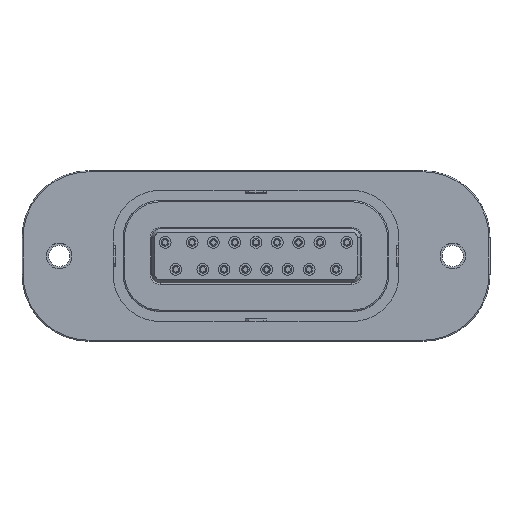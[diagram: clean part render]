
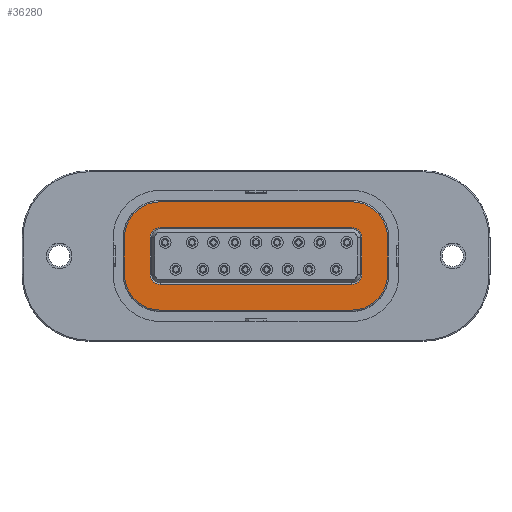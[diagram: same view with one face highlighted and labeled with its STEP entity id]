
A CAD part, top view. The second image highlights one B-rep face of the part: STEP entity #36280.
In plain terms, the highlighted planar face has unit normal (0, 0, 1).
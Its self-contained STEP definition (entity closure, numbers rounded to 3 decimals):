
#620 = ORIENTED_EDGE ( 'NONE', *, *, #20975, .F. ) ;
#1119 = DIRECTION ( 'NONE',  ( -1., 0., 0. ) ) ;
#1551 = ORIENTED_EDGE ( 'NONE', *, *, #24853, .T. ) ;
#1636 = CARTESIAN_POINT ( 'NONE',  ( -39.46, 1.72, 16. ) ) ;
#2067 = CARTESIAN_POINT ( 'NONE',  ( -58.39, -1.72, 16. ) ) ;
#2714 = FACE_OUTER_BOUND ( 'NONE', #28668, .T. ) ;
#3024 = EDGE_CURVE ( 'NONE', #10436, #13277, #27875, .T. ) ;
#3271 = DIRECTION ( 'NONE',  ( 1., 0., 0. ) ) ;
#3754 = CARTESIAN_POINT ( 'NONE',  ( -58.39, -2.67, 16. ) ) ;
#4488 = CIRCLE ( 'NONE', #20179, 0.95 ) ;
#5086 = CARTESIAN_POINT ( 'NONE',  ( -58.39, 1.72, 16. ) ) ;
#5360 = ORIENTED_EDGE ( 'NONE', *, *, #37091, .T. ) ;
#5703 = VERTEX_POINT ( 'NONE', #6835 ) ;
#5734 = EDGE_LOOP ( 'NONE', ( #1551, #6161, #17671, #32563, #11041, #25526, #23316, #620 ) ) ;
#5843 = PLANE ( 'NONE',  #12488 ) ;
#6161 = ORIENTED_EDGE ( 'NONE', *, *, #18437, .F. ) ;
#6540 = AXIS2_PLACEMENT_3D ( 'NONE', #2067, #26355, #13987 ) ;
#6628 = LINE ( 'NONE', #30308, #37396 ) ;
#6813 = CARTESIAN_POINT ( 'NONE',  ( -61.765, 1.72, 16. ) ) ;
#6835 = CARTESIAN_POINT ( 'NONE',  ( -40.41, -2.67, 16. ) ) ;
#6905 = CARTESIAN_POINT ( 'NONE',  ( -61.765, -1.72, 16. ) ) ;
#7187 = VECTOR ( 'NONE', #10268, 1000. ) ;
#7207 = VECTOR ( 'NONE', #26746, 1000. ) ;
#7229 = DIRECTION ( 'NONE',  ( -1., 0., 0. ) ) ;
#7273 = DIRECTION ( 'NONE',  ( 0., 0., 1. ) ) ;
#7492 = CIRCLE ( 'NONE', #12461, 3.375 ) ;
#7653 = VECTOR ( 'NONE', #19051, 1000. ) ;
#8024 = CARTESIAN_POINT ( 'NONE',  ( -40.41, 1.72, 16. ) ) ;
#8411 = ORIENTED_EDGE ( 'NONE', *, *, #32144, .T. ) ;
#8529 = EDGE_CURVE ( 'NONE', #22101, #27995, #7492, .T. ) ;
#8915 = VECTOR ( 'NONE', #20463, 1000. ) ;
#8997 = DIRECTION ( 'NONE',  ( 0., 0., -1. ) ) ;
#9015 = CARTESIAN_POINT ( 'NONE',  ( -58.39, 5.095, 16. ) ) ;
#9054 = DIRECTION ( 'NONE',  ( 1., 0., 0. ) ) ;
#9845 = EDGE_CURVE ( 'NONE', #31742, #25865, #15265, .T. ) ;
#9967 = DIRECTION ( 'NONE',  ( 0., 0., -1. ) ) ;
#10039 = ORIENTED_EDGE ( 'NONE', *, *, #36108, .F. ) ;
#10249 = DIRECTION ( 'NONE',  ( 0., -1., 0. ) ) ;
#10268 = DIRECTION ( 'NONE',  ( 0., -1., 0. ) ) ;
#10408 = CARTESIAN_POINT ( 'NONE',  ( -58.39, 2.67, 16. ) ) ;
#10436 = VERTEX_POINT ( 'NONE', #36993 ) ;
#10899 = VERTEX_POINT ( 'NONE', #32010 ) ;
#10912 = CIRCLE ( 'NONE', #29011, 0.95 ) ;
#11041 = ORIENTED_EDGE ( 'NONE', *, *, #27134, .T. ) ;
#11345 = DIRECTION ( 'NONE',  ( 0., 0., -1. ) ) ;
#11506 = CARTESIAN_POINT ( 'NONE',  ( -37.035, 1.72, 16. ) ) ;
#11736 = DIRECTION ( 'NONE',  ( 0., 1., 0. ) ) ;
#11963 = ORIENTED_EDGE ( 'NONE', *, *, #24684, .F. ) ;
#12211 = EDGE_CURVE ( 'NONE', #22101, #18805, #30437, .T. ) ;
#12461 = AXIS2_PLACEMENT_3D ( 'NONE', #22117, #9967, #7229 ) ;
#12488 = AXIS2_PLACEMENT_3D ( 'NONE', #23526, #38205, #32490 ) ;
#12771 = DIRECTION ( 'NONE',  ( 0., 0., -1. ) ) ;
#13199 = ORIENTED_EDGE ( 'NONE', *, *, #8529, .F. ) ;
#13277 = VERTEX_POINT ( 'NONE', #31031 ) ;
#13340 = DIRECTION ( 'NONE',  ( 1., 0., 0. ) ) ;
#13495 = DIRECTION ( 'NONE',  ( 0., 1., 0. ) ) ;
#13589 = LINE ( 'NONE', #15962, #13827 ) ;
#13827 = VECTOR ( 'NONE', #37525, 1000. ) ;
#13987 = DIRECTION ( 'NONE',  ( -1., 0., 0. ) ) ;
#14209 = VERTEX_POINT ( 'NONE', #16334 ) ;
#14620 = VECTOR ( 'NONE', #11736, 1000. ) ;
#14735 = VERTEX_POINT ( 'NONE', #11506 ) ;
#15060 = CIRCLE ( 'NONE', #28222, 3.375 ) ;
#15111 = VECTOR ( 'NONE', #9054, 1000. ) ;
#15265 = LINE ( 'NONE', #29595, #8915 ) ;
#15868 = DIRECTION ( 'NONE',  ( 0., -1., 0. ) ) ;
#15869 = LINE ( 'NONE', #10408, #7653 ) ;
#15962 = CARTESIAN_POINT ( 'NONE',  ( -40.41, 5.095, 16. ) ) ;
#16028 = CIRCLE ( 'NONE', #34778, 0.95 ) ;
#16122 = CARTESIAN_POINT ( 'NONE',  ( -40.41, 1.72, 16. ) ) ;
#16334 = CARTESIAN_POINT ( 'NONE',  ( -37.035, -1.72, 16. ) ) ;
#17671 = ORIENTED_EDGE ( 'NONE', *, *, #9845, .T. ) ;
#17985 = CIRCLE ( 'NONE', #29198, 3.375 ) ;
#18437 = EDGE_CURVE ( 'NONE', #31742, #34944, #25325, .T. ) ;
#18600 = CARTESIAN_POINT ( 'NONE',  ( -40.41, 2.67, 16. ) ) ;
#18805 = VERTEX_POINT ( 'NONE', #6905 ) ;
#18909 = DIRECTION ( 'NONE',  ( 0., 0., 1. ) ) ;
#19051 = DIRECTION ( 'NONE',  ( 1., 0., 0. ) ) ;
#19698 = VERTEX_POINT ( 'NONE', #35901 ) ;
#20076 = CARTESIAN_POINT ( 'NONE',  ( -59.34, -1.72, 16. ) ) ;
#20179 = AXIS2_PLACEMENT_3D ( 'NONE', #21776, #28399, #15868 ) ;
#20463 = DIRECTION ( 'NONE',  ( 0., 1., 0. ) ) ;
#20702 = EDGE_CURVE ( 'NONE', #10436, #28150, #10912, .T. ) ;
#20975 = EDGE_CURVE ( 'NONE', #5703, #13277, #4488, .T. ) ;
#21636 = CARTESIAN_POINT ( 'NONE',  ( -58.39, -1.72, 16. ) ) ;
#21776 = CARTESIAN_POINT ( 'NONE',  ( -40.41, -1.72, 16. ) ) ;
#22101 = VERTEX_POINT ( 'NONE', #6813 ) ;
#22117 = CARTESIAN_POINT ( 'NONE',  ( -58.39, 1.72, 16. ) ) ;
#22530 = AXIS2_PLACEMENT_3D ( 'NONE', #26994, #8997, #3271 ) ;
#23075 = CARTESIAN_POINT ( 'NONE',  ( -58.39, 2.67, 16. ) ) ;
#23316 = ORIENTED_EDGE ( 'NONE', *, *, #3024, .T. ) ;
#23526 = CARTESIAN_POINT ( 'NONE',  ( -49.4, 0., 16. ) ) ;
#24684 = EDGE_CURVE ( 'NONE', #10899, #14735, #17985, .T. ) ;
#24853 = EDGE_CURVE ( 'NONE', #5703, #34944, #6628, .T. ) ;
#25261 = ORIENTED_EDGE ( 'NONE', *, *, #27730, .T. ) ;
#25325 = CIRCLE ( 'NONE', #6540, 0.95 ) ;
#25526 = ORIENTED_EDGE ( 'NONE', *, *, #20702, .F. ) ;
#25865 = VERTEX_POINT ( 'NONE', #27807 ) ;
#26355 = DIRECTION ( 'NONE',  ( 0., 0., 1. ) ) ;
#26644 = LINE ( 'NONE', #38598, #14620 ) ;
#26746 = DIRECTION ( 'NONE',  ( 0., -1., 0. ) ) ;
#26994 = CARTESIAN_POINT ( 'NONE',  ( -40.41, -1.72, 16. ) ) ;
#27134 = EDGE_CURVE ( 'NONE', #34828, #28150, #15869, .T. ) ;
#27486 = CARTESIAN_POINT ( 'NONE',  ( -61.765, 1.72, 16. ) ) ;
#27730 = EDGE_CURVE ( 'NONE', #30939, #19698, #29413, .T. ) ;
#27807 = CARTESIAN_POINT ( 'NONE',  ( -59.34, 1.72, 16. ) ) ;
#27875 = LINE ( 'NONE', #1636, #7187 ) ;
#27995 = VERTEX_POINT ( 'NONE', #9015 ) ;
#28150 = VERTEX_POINT ( 'NONE', #18600 ) ;
#28222 = AXIS2_PLACEMENT_3D ( 'NONE', #21636, #12771, #10249 ) ;
#28399 = DIRECTION ( 'NONE',  ( 0., 0., 1. ) ) ;
#28584 = DIRECTION ( 'NONE',  ( 0., 1., 0. ) ) ;
#28668 = EDGE_LOOP ( 'NONE', ( #38623, #8411, #11963, #5360, #13199, #29155, #10039, #25261 ) ) ;
#29011 = AXIS2_PLACEMENT_3D ( 'NONE', #16122, #18909, #13340 ) ;
#29155 = ORIENTED_EDGE ( 'NONE', *, *, #12211, .T. ) ;
#29198 = AXIS2_PLACEMENT_3D ( 'NONE', #8024, #11345, #28584 ) ;
#29413 = LINE ( 'NONE', #32739, #15111 ) ;
#29595 = CARTESIAN_POINT ( 'NONE',  ( -59.34, -1.72, 16. ) ) ;
#30116 = EDGE_CURVE ( 'NONE', #34828, #25865, #16028, .T. ) ;
#30308 = CARTESIAN_POINT ( 'NONE',  ( -40.41, -2.67, 16. ) ) ;
#30437 = LINE ( 'NONE', #27486, #7207 ) ;
#30616 = CIRCLE ( 'NONE', #22530, 3.375 ) ;
#30939 = VERTEX_POINT ( 'NONE', #35252 ) ;
#31031 = CARTESIAN_POINT ( 'NONE',  ( -39.46, -1.72, 16. ) ) ;
#31742 = VERTEX_POINT ( 'NONE', #20076 ) ;
#32010 = CARTESIAN_POINT ( 'NONE',  ( -40.41, 5.095, 16. ) ) ;
#32144 = EDGE_CURVE ( 'NONE', #14209, #14735, #26644, .T. ) ;
#32490 = DIRECTION ( 'NONE',  ( 1., 0., 0. ) ) ;
#32563 = ORIENTED_EDGE ( 'NONE', *, *, #30116, .F. ) ;
#32739 = CARTESIAN_POINT ( 'NONE',  ( -58.39, -5.095, 16. ) ) ;
#34778 = AXIS2_PLACEMENT_3D ( 'NONE', #5086, #7273, #13495 ) ;
#34828 = VERTEX_POINT ( 'NONE', #23075 ) ;
#34944 = VERTEX_POINT ( 'NONE', #3754 ) ;
#35252 = CARTESIAN_POINT ( 'NONE',  ( -58.39, -5.095, 16. ) ) ;
#35666 = EDGE_CURVE ( 'NONE', #14209, #19698, #30616, .T. ) ;
#35901 = CARTESIAN_POINT ( 'NONE',  ( -40.41, -5.095, 16. ) ) ;
#36108 = EDGE_CURVE ( 'NONE', #30939, #18805, #15060, .T. ) ;
#36280 = ADVANCED_FACE ( 'NONE', ( #37282, #2714 ), #5843, .T. ) ;
#36993 = CARTESIAN_POINT ( 'NONE',  ( -39.46, 1.72, 16. ) ) ;
#37091 = EDGE_CURVE ( 'NONE', #10899, #27995, #13589, .T. ) ;
#37282 = FACE_BOUND ( 'NONE', #5734, .T. ) ;
#37396 = VECTOR ( 'NONE', #1119, 1000. ) ;
#37525 = DIRECTION ( 'NONE',  ( -1., 0., 0. ) ) ;
#38205 = DIRECTION ( 'NONE',  ( 0., 0., 1. ) ) ;
#38598 = CARTESIAN_POINT ( 'NONE',  ( -37.035, -1.72, 16. ) ) ;
#38623 = ORIENTED_EDGE ( 'NONE', *, *, #35666, .F. ) ;
